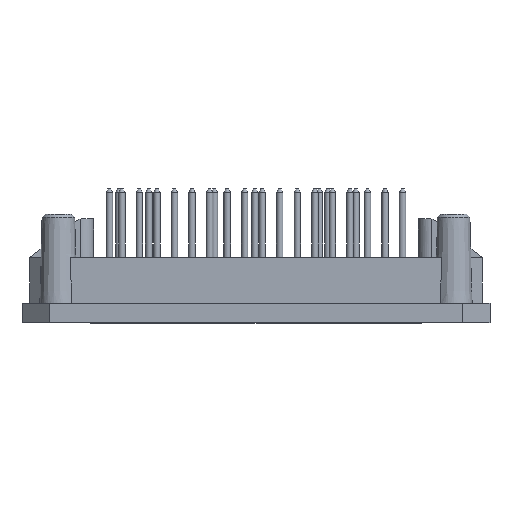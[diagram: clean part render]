
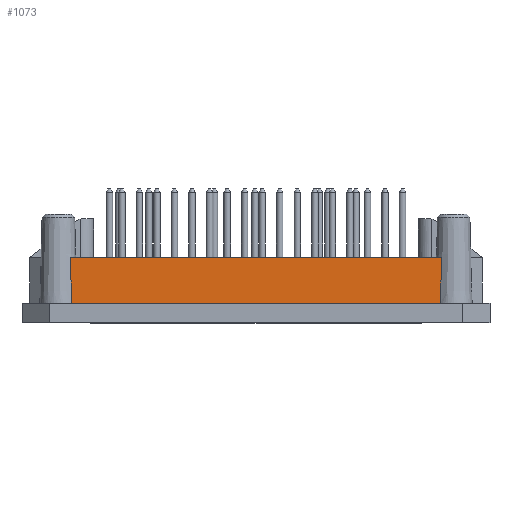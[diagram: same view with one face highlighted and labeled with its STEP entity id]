
A CAD part, front view. The second image highlights one B-rep face of the part: STEP entity #1073.
In plain terms, the highlighted planar face has unit normal (0, -1, 0).
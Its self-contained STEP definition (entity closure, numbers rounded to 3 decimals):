
#1073 = ADVANCED_FACE( '', ( #2339 ), #2340, .T. );
#2339 = FACE_OUTER_BOUND( '', #3784, .T. );
#2340 = PLANE( '', #3785 );
#3784 = EDGE_LOOP( '', ( #6293, #6294, #6295, #6296 ) );
#3785 = AXIS2_PLACEMENT_3D( '', #6297, #6298, #6299 );
#6293 = ORIENTED_EDGE( '', *, *, #7076, .T. );
#6294 = ORIENTED_EDGE( '', *, *, #7162, .F. );
#6295 = ORIENTED_EDGE( '', *, *, #7174, .T. );
#6296 = ORIENTED_EDGE( '', *, *, #7285, .F. );
#6297 = CARTESIAN_POINT( '', ( 34.8, -16.825, 10. ) );
#6298 = DIRECTION( '', ( 0., -1., 0. ) );
#6299 = DIRECTION( '', ( 1., 0., 0. ) );
#7076 = EDGE_CURVE( '', #8379, #8377, #8380, .T. );
#7162 = EDGE_CURVE( '', #8487, #8377, #8489, .T. );
#7174 = EDGE_CURVE( '', #8487, #8501, #8503, .T. );
#7285 = EDGE_CURVE( '', #8379, #8501, #8630, .T. );
#8377 = VERTEX_POINT( '', #10049 );
#8379 = VERTEX_POINT( '', #10051 );
#8380 = LINE( '', #10052, #10053 );
#8487 = VERTEX_POINT( '', #10227 );
#8489 = B_SPLINE_CURVE_WITH_KNOTS( '', 3, ( #10229, #10230, #10231, #10232, #10233, #10234, #10235 ), .UNSPECIFIED., .F., .F., ( 4, 3, 4 ), ( 0., 0.006, 0.007 ), .UNSPECIFIED. );
#8501 = VERTEX_POINT( '', #10260 );
#8503 = LINE( '', #10262, #10263 );
#8630 = B_SPLINE_CURVE_WITH_KNOTS( '', 3, ( #10448, #10449, #10450, #10451, #10452, #10453, #10454 ), .UNSPECIFIED., .F., .F., ( 4, 3, 4 ), ( 0., 0.005, 0.007 ), .UNSPECIFIED. );
#10049 = CARTESIAN_POINT( '', ( -28.595, -16.825, 10. ) );
#10051 = CARTESIAN_POINT( '', ( 28.595, -16.825, 10. ) );
#10052 = CARTESIAN_POINT( '', ( 34.8, -16.825, 10. ) );
#10053 = VECTOR( '', #11399, 1000. );
#10227 = CARTESIAN_POINT( '', ( -28.333, -16.825, 3. ) );
#10229 = CARTESIAN_POINT( '', ( -28.333, -16.825, 3. ) );
#10230 = CARTESIAN_POINT( '', ( -28.4, -16.825, 4.856 ) );
#10231 = CARTESIAN_POINT( '', ( -28.469, -16.825, 6.712 ) );
#10232 = CARTESIAN_POINT( '', ( -28.54, -16.825, 8.568 ) );
#10233 = CARTESIAN_POINT( '', ( -28.558, -16.825, 9.045 ) );
#10234 = CARTESIAN_POINT( '', ( -28.577, -16.825, 9.523 ) );
#10235 = CARTESIAN_POINT( '', ( -28.595, -16.825, 10. ) );
#10260 = CARTESIAN_POINT( '', ( 28.333, -16.825, 3. ) );
#10262 = CARTESIAN_POINT( '', ( 34.8, -16.825, 3. ) );
#10263 = VECTOR( '', #11482, 1000. );
#10448 = CARTESIAN_POINT( '', ( 28.595, -16.825, 10. ) );
#10449 = CARTESIAN_POINT( '', ( 28.528, -16.825, 8.263 ) );
#10450 = CARTESIAN_POINT( '', ( 28.462, -16.825, 6.526 ) );
#10451 = CARTESIAN_POINT( '', ( 28.398, -16.825, 4.789 ) );
#10452 = CARTESIAN_POINT( '', ( 28.377, -16.825, 4.193 ) );
#10453 = CARTESIAN_POINT( '', ( 28.355, -16.825, 3.596 ) );
#10454 = CARTESIAN_POINT( '', ( 28.333, -16.825, 3. ) );
#11399 = DIRECTION( '', ( -1., 0., 0. ) );
#11482 = DIRECTION( '', ( 1., 0., 0. ) );
